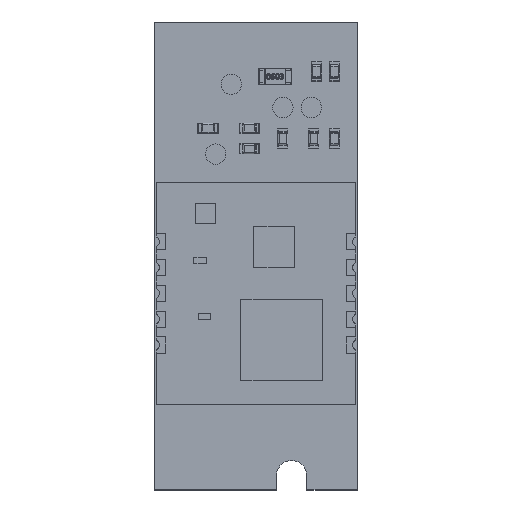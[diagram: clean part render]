
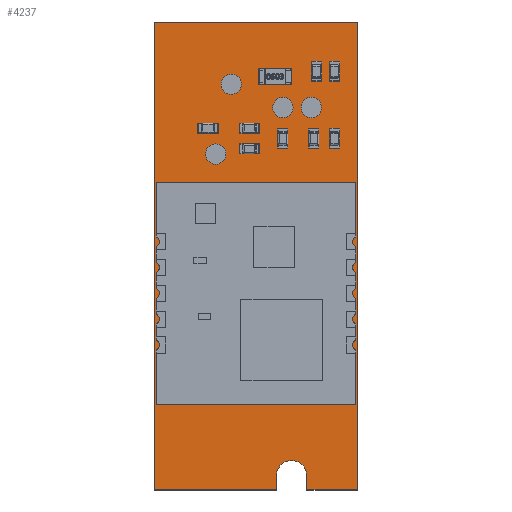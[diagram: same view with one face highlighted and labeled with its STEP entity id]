
A CAD part, top view. The second image highlights one B-rep face of the part: STEP entity #4237.
In plain terms, the highlighted planar face has unit normal (0, 0, 1).
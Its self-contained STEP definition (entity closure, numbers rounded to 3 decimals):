
#1931=FACE_OUTER_BOUND($,#2765,.F.);
#2765=EDGE_LOOP($,(#6515,#6516,#6517,#6518,#6519,#6520,#6521,#6522));
#3619=PLANE($,#5379);
#4237=ADVANCED_FACE($,(#1931),#3619,.T.);
#5070=CIRCLE($,#5378,0.75);
#5378=AXIS2_PLACEMENT_3D($,#22338,#18341,$);
#5379=AXIS2_PLACEMENT_3D($,#22330,#18341,$);
#6515=ORIENTED_EDGE($,*,*,#10995,.T.);
#6516=ORIENTED_EDGE($,*,*,#10996,.T.);
#6517=ORIENTED_EDGE($,*,*,#10997,.T.);
#6518=ORIENTED_EDGE($,*,*,#10998,.T.);
#6519=ORIENTED_EDGE($,*,*,#10999,.T.);
#6520=ORIENTED_EDGE($,*,*,#11000,.T.);
#6521=ORIENTED_EDGE($,*,*,#11001,.T.);
#6522=ORIENTED_EDGE($,*,*,#11002,.T.);
#10995=EDGE_CURVE($,#16786,#16787,#15011,.T.);
#10996=EDGE_CURVE($,#16787,#16788,#15012,.T.);
#10997=EDGE_CURVE($,#16788,#16789,#15013,.T.);
#10998=EDGE_CURVE($,#16789,#16790,#15014,.T.);
#10999=EDGE_CURVE($,#16790,#16791,#15015,.T.);
#11000=EDGE_CURVE($,#16791,#16792,#15016,.T.);
#11001=EDGE_CURVE($,#16792,#16793,#5070,.T.);
#11002=EDGE_CURVE($,#16793,#16786,#15017,.T.);
#13236=VECTOR($,#18344,6.);
#13237=VECTOR($,#18345,23.);
#13238=VECTOR($,#18346,10.);
#13239=VECTOR($,#18347,23.);
#13240=VECTOR($,#18348,2.5);
#13241=VECTOR($,#18349,0.7);
#13242=VECTOR($,#18350,0.7);
#15011=LINE($,#22329,#13236);
#15012=LINE($,#22330,#13237);
#15013=LINE($,#22331,#13238);
#15014=LINE($,#22332,#13239);
#15015=LINE($,#22333,#13240);
#15016=LINE($,#22334,#13241);
#15017=LINE($,#22336,#13242);
#16786=VERTEX_POINT($,#22329);
#16787=VERTEX_POINT($,#22330);
#16788=VERTEX_POINT($,#22331);
#16789=VERTEX_POINT($,#22332);
#16790=VERTEX_POINT($,#22333);
#16791=VERTEX_POINT($,#22334);
#16792=VERTEX_POINT($,#22335);
#16793=VERTEX_POINT($,#22336);
#18341=DIRECTION($,(0.,0.,1.));
#18344=DIRECTION($,(-1.,0.,0.));
#18345=DIRECTION($,(0.,1.,0.));
#18346=DIRECTION($,(1.,0.,0.));
#18347=DIRECTION($,(0.,-1.,0.));
#18348=DIRECTION($,(-1.,0.,0.));
#18349=DIRECTION($,(0.,1.,0.));
#18350=DIRECTION($,(0.,-1.,0.));
#22329=CARTESIAN_POINT('',(36.,0.,0.));
#22330=CARTESIAN_POINT('',(30.,0.,0.));
#22331=CARTESIAN_POINT('',(30.,23.,0.));
#22332=CARTESIAN_POINT('',(40.,23.,0.));
#22333=CARTESIAN_POINT('',(40.,0.,0.));
#22334=CARTESIAN_POINT('',(37.5,0.,0.));
#22335=CARTESIAN_POINT('',(37.5,0.7,0.));
#22336=CARTESIAN_POINT('',(36.,0.7,0.));
#22338=CARTESIAN_POINT('',(36.75,0.7,0.));
